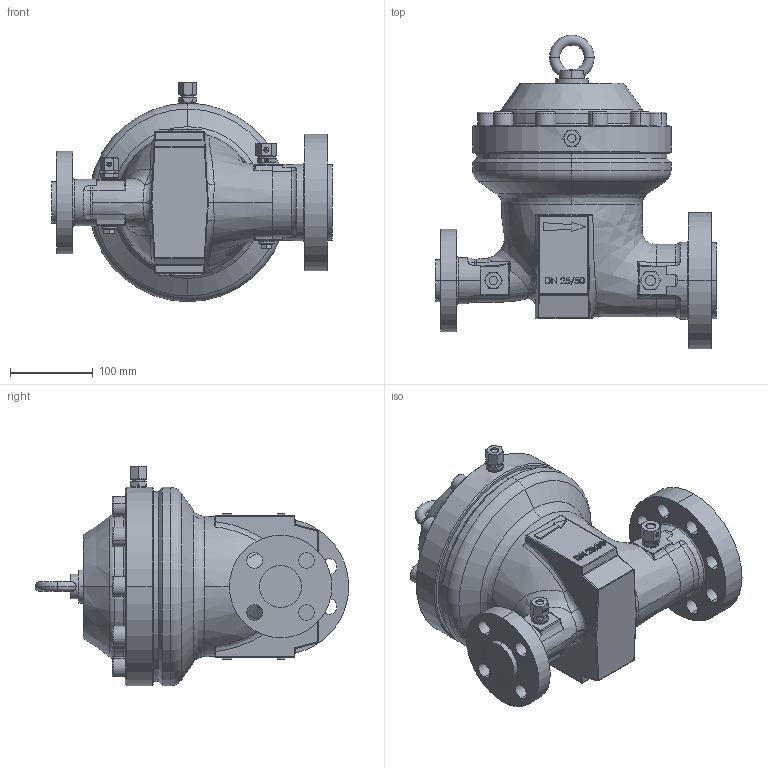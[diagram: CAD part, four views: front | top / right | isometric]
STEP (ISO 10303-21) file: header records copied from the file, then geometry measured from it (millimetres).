
FILE_DESCRIPTION (( 'STEP AP214' ), '1' );
FILE_NAME ('HON502_DN25-50_class600_right_execution.STEP', '2020-01-30T12:11:17', ( '' ), ( '' ), 'SwSTEP 2.0', 'SolidWorks 2017', '' );
FILE_SCHEMA (( 'AUTOMOTIVE_DESIGN' ));
Length unit declared in the file: millimetre
Products named in the file (1): HON502_DN25-50_class600_right_execution
Bounding box: 340 x 379.5 x 265.5 mm (x, y, z)
Volume: 8931507.5 mm3; surface area: 378997.5 mm2
Topology: 1 solids, 1 shells, 1053 faces, 2546 edges, 1545 vertices
Faces by surface type: plane 463, cylinder 221, bspline 175, cone 125, torus 49, sphere 20
Entity records: 50074 total; most frequent: CARTESIAN_POINT 19825, ORIENTED_EDGE 5020, DIRECTION 4429, EDGE_CURVE 2510, AXIS2_PLACEMENT_3D 1617, VERTEX_POINT 1545, VECTOR 1195, LINE 1195
